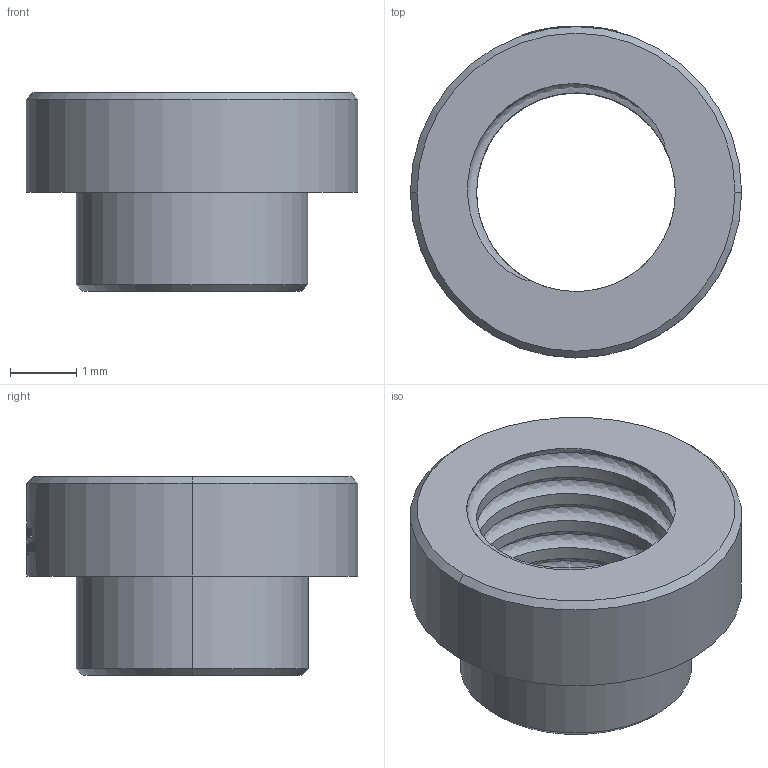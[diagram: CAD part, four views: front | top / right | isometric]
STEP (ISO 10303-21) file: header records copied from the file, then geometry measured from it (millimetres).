
FILE_DESCRIPTION (( 'STEP AP214' ), '1' );
FILE_NAME ('SMD_BD5.0-D3.5.STEP', '2022-07-11T13:42:19', ( '' ), ( '' ), 'SwSTEP 2.0', 'SolidWorks 2020', '' );
FILE_SCHEMA (( 'AUTOMOTIVE_DESIGN' ));
Length unit declared in the file: millimetre
Products named in the file (1): SMD_BD5.0-D3.5
Bounding box: 5 x 5.01 x 3 mm (x, y, z)
Volume: 20.8 mm3; surface area: 100.8 mm2
Topology: 1 solids, 1 shells, 248 faces, 674 edges, 448 vertices
Faces by surface type: bspline 123, plane 86, cylinder 35, cone 4
Entity records: 12488 total; most frequent: CARTESIAN_POINT 4567, ORIENTED_EDGE 1348, EDGE_CURVE 674, DIRECTION 620, VERTEX_POINT 448, B_SPLINE_CURVE_WITH_KNOTS 393, EDGE_LOOP 270, UNCERTAINTY_MEASURE_WITH_UNIT 251
